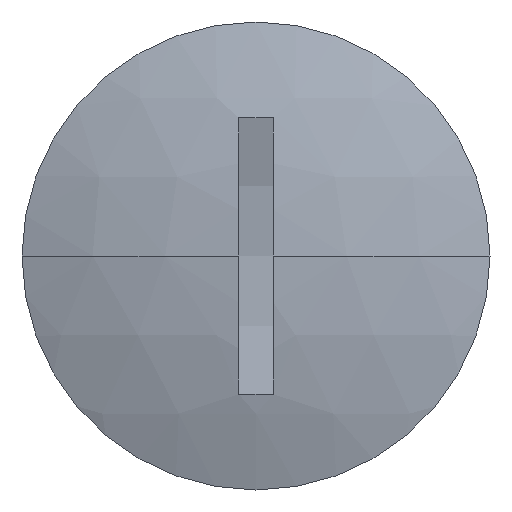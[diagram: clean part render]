
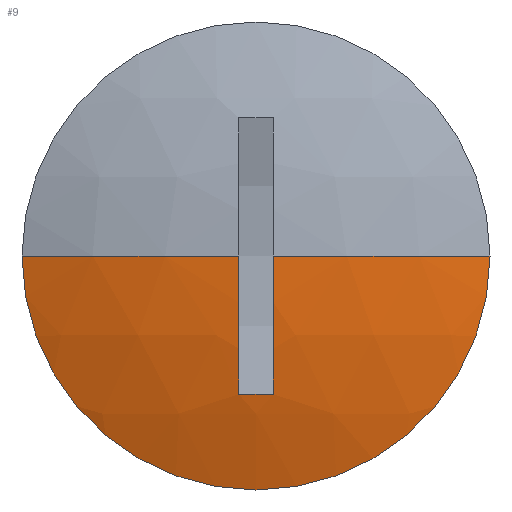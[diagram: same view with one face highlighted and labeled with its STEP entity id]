
A CAD part, left-side view. The second image highlights one B-rep face of the part: STEP entity #9.
In plain terms, the highlighted spherical face has radius 40.565 mm.
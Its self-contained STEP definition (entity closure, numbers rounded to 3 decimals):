
#9 = ADVANCED_FACE ( 'NONE', ( #11 ), #205, .T. ) ;
#11 = FACE_OUTER_BOUND ( 'NONE', #382, .T. ) ;
#13 = DIRECTION ( 'NONE',  ( 0., 1., 0. ) ) ;
#32 = ORIENTED_EDGE ( 'NONE', *, *, #203, .F. ) ;
#41 = CIRCLE ( 'NONE', #237, 40.552 ) ;
#42 = ORIENTED_EDGE ( 'NONE', *, *, #310, .T. ) ;
#43 = CARTESIAN_POINT ( 'NONE',  ( 29.552, 1., 0. ) ) ;
#66 = CARTESIAN_POINT ( 'NONE',  ( 29.552, 0., 0. ) ) ;
#78 = DIRECTION ( 'NONE',  ( 0., -1., 0. ) ) ;
#92 = CARTESIAN_POINT ( 'NONE',  ( -10.208, 1., -7.975 ) ) ;
#93 = EDGE_CURVE ( 'NONE', #182, #263, #167, .T. ) ;
#94 = CARTESIAN_POINT ( 'NONE',  ( 29.552, -1., 0. ) ) ;
#99 = DIRECTION ( 'NONE',  ( 1., 0., 0. ) ) ;
#107 = AXIS2_PLACEMENT_3D ( 'NONE', #43, #78, #378 ) ;
#116 = AXIS2_PLACEMENT_3D ( 'NONE', #283, #191, #13 ) ;
#135 = CIRCLE ( 'NONE', #107, 40.552 ) ;
#143 = VERTEX_POINT ( 'NONE', #212 ) ;
#150 = CARTESIAN_POINT ( 'NONE',  ( -11., -1., 0. ) ) ;
#156 = VERTEX_POINT ( 'NONE', #150 ) ;
#167 = CIRCLE ( 'NONE', #252, 13.5 ) ;
#182 = VERTEX_POINT ( 'NONE', #184 ) ;
#183 = AXIS2_PLACEMENT_3D ( 'NONE', #66, #388, #292 ) ;
#184 = CARTESIAN_POINT ( 'NONE',  ( -8.7, 13.5, 0. ) ) ;
#191 = DIRECTION ( 'NONE',  ( 0., 0., -1. ) ) ;
#193 = ORIENTED_EDGE ( 'NONE', *, *, #332, .T. ) ;
#203 = EDGE_CURVE ( 'NONE', #143, #358, #135, .T. ) ;
#205 = SPHERICAL_SURFACE ( 'NONE', #183, 40.565 ) ;
#212 = CARTESIAN_POINT ( 'NONE',  ( -11., 1., 0. ) ) ;
#216 = CARTESIAN_POINT ( 'NONE',  ( -10.208, -1., -7.975 ) ) ;
#229 = EDGE_CURVE ( 'NONE', #358, #260, #356, .T. ) ;
#231 = DIRECTION ( 'NONE',  ( -1., 0., 0. ) ) ;
#237 = AXIS2_PLACEMENT_3D ( 'NONE', #94, #318, #314 ) ;
#242 = ORIENTED_EDGE ( 'NONE', *, *, #229, .F. ) ;
#252 = AXIS2_PLACEMENT_3D ( 'NONE', #424, #231, #357 ) ;
#254 = CARTESIAN_POINT ( 'NONE',  ( -10.218, -0.333, -8.008 ) ) ;
#260 = VERTEX_POINT ( 'NONE', #216 ) ;
#263 = VERTEX_POINT ( 'NONE', #402 ) ;
#281 = CIRCLE ( 'NONE', #420, 40.565 ) ;
#283 = CARTESIAN_POINT ( 'NONE',  ( 29.552, 0., 0. ) ) ;
#292 = DIRECTION ( 'NONE',  ( 0., 1., 0. ) ) ;
#310 = EDGE_CURVE ( 'NONE', #263, #156, #386, .T. ) ;
#314 = DIRECTION ( 'NONE',  ( 0., 0., 1. ) ) ;
#317 = CARTESIAN_POINT ( 'NONE',  ( -10.218, 0.333, -8.008 ) ) ;
#318 = DIRECTION ( 'NONE',  ( 0., -1., 0. ) ) ;
#322 = ORIENTED_EDGE ( 'NONE', *, *, #93, .T. ) ;
#326 = DIRECTION ( 'NONE',  ( 0., 0., 1. ) ) ;
#332 = EDGE_CURVE ( 'NONE', #156, #260, #41, .T. ) ;
#340 = ORIENTED_EDGE ( 'NONE', *, *, #405, .F. ) ;
#348 = CARTESIAN_POINT ( 'NONE',  ( 29.552, 0., 0. ) ) ;
#356 = B_SPLINE_CURVE_WITH_KNOTS ( 'NONE', 3,
 ( #92, #317, #254, #370 ),
 .UNSPECIFIED., .F., .F.,
 ( 4, 4 ),
 ( 0., 0.002 ),
 .UNSPECIFIED. ) ;
#357 = DIRECTION ( 'NONE',  ( 0., -1., 0. ) ) ;
#358 = VERTEX_POINT ( 'NONE', #408 ) ;
#370 = CARTESIAN_POINT ( 'NONE',  ( -10.208, -1., -7.975 ) ) ;
#378 = DIRECTION ( 'NONE',  ( 0., 0., 1. ) ) ;
#382 = EDGE_LOOP ( 'NONE', ( #322, #42, #193, #242, #32, #340 ) ) ;
#386 = CIRCLE ( 'NONE', #116, 40.565 ) ;
#388 = DIRECTION ( 'NONE',  ( 0., 0., -1. ) ) ;
#402 = CARTESIAN_POINT ( 'NONE',  ( -8.7, -13.5, 0. ) ) ;
#405 = EDGE_CURVE ( 'NONE', #182, #143, #281, .T. ) ;
#408 = CARTESIAN_POINT ( 'NONE',  ( -10.208, 1., -7.975 ) ) ;
#420 = AXIS2_PLACEMENT_3D ( 'NONE', #348, #326, #99 ) ;
#424 = CARTESIAN_POINT ( 'NONE',  ( -8.7, 0., 0. ) ) ;
